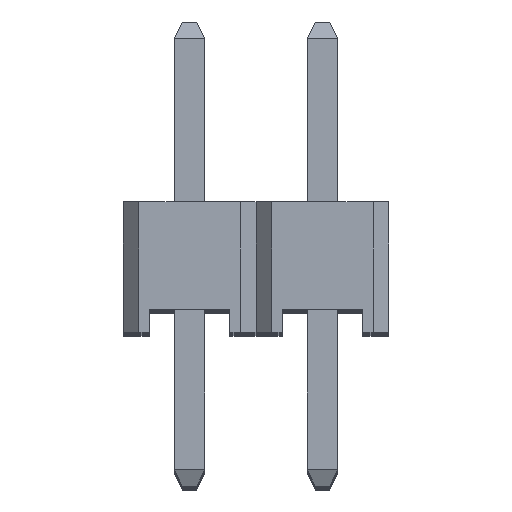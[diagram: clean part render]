
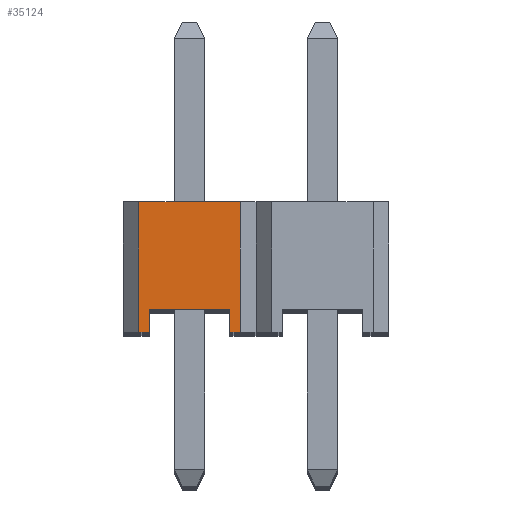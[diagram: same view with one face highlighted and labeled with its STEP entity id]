
A CAD part, top view. The second image highlights one B-rep face of the part: STEP entity #35124.
In plain terms, the highlighted planar face has unit normal (0, 0, 1).
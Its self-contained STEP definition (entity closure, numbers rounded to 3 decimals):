
#973 = CARTESIAN_POINT ( 'NONE',  ( 0.5, 0.44, 40.64 ) ) ;
#2284 = VERTEX_POINT ( 'NONE', #4951 ) ;
#2466 = DIRECTION ( 'NONE',  ( 1., 0., 0. ) ) ;
#3749 = CARTESIAN_POINT ( 'NONE',  ( 0.5, 0., 40.64 ) ) ;
#4036 = CARTESIAN_POINT ( 'NONE',  ( 2.24, 0., 40.64 ) ) ;
#4479 = CARTESIAN_POINT ( 'NONE',  ( 0.3, 0., 40.64 ) ) ;
#4678 = DIRECTION ( 'NONE',  ( 0., -1., 0. ) ) ;
#4951 = CARTESIAN_POINT ( 'NONE',  ( 0.3, 2.5, 40.64 ) ) ;
#5042 = VECTOR ( 'NONE', #4678, 1000. ) ;
#5830 = LINE ( 'NONE', #35344, #27508 ) ;
#6337 = LINE ( 'NONE', #13769, #13104 ) ;
#6875 = VERTEX_POINT ( 'NONE', #8134 ) ;
#7920 = EDGE_CURVE ( 'NONE', #20689, #20257, #8923, .T. ) ;
#8048 = DIRECTION ( 'NONE',  ( 0., 0., -1. ) ) ;
#8134 = CARTESIAN_POINT ( 'NONE',  ( 2.04, 0., 40.64 ) ) ;
#8923 = LINE ( 'NONE', #20118, #33648 ) ;
#9082 = ORIENTED_EDGE ( 'NONE', *, *, #7920, .F. ) ;
#9539 = EDGE_CURVE ( 'NONE', #40431, #22544, #33796, .T. ) ;
#9991 = VECTOR ( 'NONE', #13426, 1000. ) ;
#10211 = VECTOR ( 'NONE', #34021, 1000. ) ;
#10277 = EDGE_CURVE ( 'NONE', #6875, #17803, #37100, .T. ) ;
#10627 = ORIENTED_EDGE ( 'NONE', *, *, #9539, .T. ) ;
#10879 = DIRECTION ( 'NONE',  ( 0., -1., 0. ) ) ;
#11643 = CARTESIAN_POINT ( 'NONE',  ( 0.3, 2.5, 40.64 ) ) ;
#12707 = ORIENTED_EDGE ( 'NONE', *, *, #42028, .F. ) ;
#13104 = VECTOR ( 'NONE', #10879, 1000. ) ;
#13426 = DIRECTION ( 'NONE',  ( 0., -1., 0. ) ) ;
#13769 = CARTESIAN_POINT ( 'NONE',  ( 0.3, 2.5, 40.64 ) ) ;
#15203 = PLANE ( 'NONE',  #43030 ) ;
#17477 = ORIENTED_EDGE ( 'NONE', *, *, #37422, .F. ) ;
#17803 = VERTEX_POINT ( 'NONE', #4036 ) ;
#17874 = EDGE_LOOP ( 'NONE', ( #9082, #18405, #42732, #17477, #12707, #26055, #10627, #25210 ) ) ;
#18405 = ORIENTED_EDGE ( 'NONE', *, *, #20400, .T. ) ;
#19022 = DIRECTION ( 'NONE',  ( -1., 0., 0. ) ) ;
#19054 = DIRECTION ( 'NONE',  ( 1., 0., 0. ) ) ;
#20118 = CARTESIAN_POINT ( 'NONE',  ( 0.5, 0.44, 40.64 ) ) ;
#20257 = VERTEX_POINT ( 'NONE', #973 ) ;
#20400 = EDGE_CURVE ( 'NONE', #20689, #6875, #32194, .T. ) ;
#20689 = VERTEX_POINT ( 'NONE', #32818 ) ;
#22456 = CARTESIAN_POINT ( 'NONE',  ( 2.24, 2.5, 40.64 ) ) ;
#22544 = VERTEX_POINT ( 'NONE', #3749 ) ;
#25210 = ORIENTED_EDGE ( 'NONE', *, *, #35122, .F. ) ;
#25795 = CARTESIAN_POINT ( 'NONE',  ( 0.3, 0., 40.64 ) ) ;
#26055 = ORIENTED_EDGE ( 'NONE', *, *, #32354, .T. ) ;
#27508 = VECTOR ( 'NONE', #2466, 1000. ) ;
#29363 = LINE ( 'NONE', #22456, #40831 ) ;
#32194 = LINE ( 'NONE', #45934, #9991 ) ;
#32354 = EDGE_CURVE ( 'NONE', #2284, #40431, #6337, .T. ) ;
#32818 = CARTESIAN_POINT ( 'NONE',  ( 2.04, 0.44, 40.64 ) ) ;
#33648 = VECTOR ( 'NONE', #39263, 1000. ) ;
#33771 = FACE_OUTER_BOUND ( 'NONE', #17874, .T. ) ;
#33796 = LINE ( 'NONE', #41339, #10211 ) ;
#34021 = DIRECTION ( 'NONE',  ( 1., 0., 0. ) ) ;
#34648 = VECTOR ( 'NONE', #19054, 1000. ) ;
#35122 = EDGE_CURVE ( 'NONE', #20257, #22544, #44176, .T. ) ;
#35124 = ADVANCED_FACE ( 'NONE', ( #33771 ), #15203, .F. ) ;
#35344 = CARTESIAN_POINT ( 'NONE',  ( 0.3, 2.5, 40.64 ) ) ;
#37100 = LINE ( 'NONE', #4479, #34648 ) ;
#37422 = EDGE_CURVE ( 'NONE', #42323, #17803, #29363, .T. ) ;
#37611 = DIRECTION ( 'NONE',  ( 0., -1., 0. ) ) ;
#39263 = DIRECTION ( 'NONE',  ( -1., 0., 0. ) ) ;
#40015 = CARTESIAN_POINT ( 'NONE',  ( 2.24, 2.5, 40.64 ) ) ;
#40431 = VERTEX_POINT ( 'NONE', #25795 ) ;
#40831 = VECTOR ( 'NONE', #37611, 1000. ) ;
#41339 = CARTESIAN_POINT ( 'NONE',  ( 0.3, 0., 40.64 ) ) ;
#42028 = EDGE_CURVE ( 'NONE', #2284, #42323, #5830, .T. ) ;
#42323 = VERTEX_POINT ( 'NONE', #40015 ) ;
#42732 = ORIENTED_EDGE ( 'NONE', *, *, #10277, .T. ) ;
#43030 = AXIS2_PLACEMENT_3D ( 'NONE', #11643, #8048, #19022 ) ;
#44176 = LINE ( 'NONE', #44648, #5042 ) ;
#44648 = CARTESIAN_POINT ( 'NONE',  ( 0.5, 0.44, 40.64 ) ) ;
#45934 = CARTESIAN_POINT ( 'NONE',  ( 2.04, 0.44, 40.64 ) ) ;
